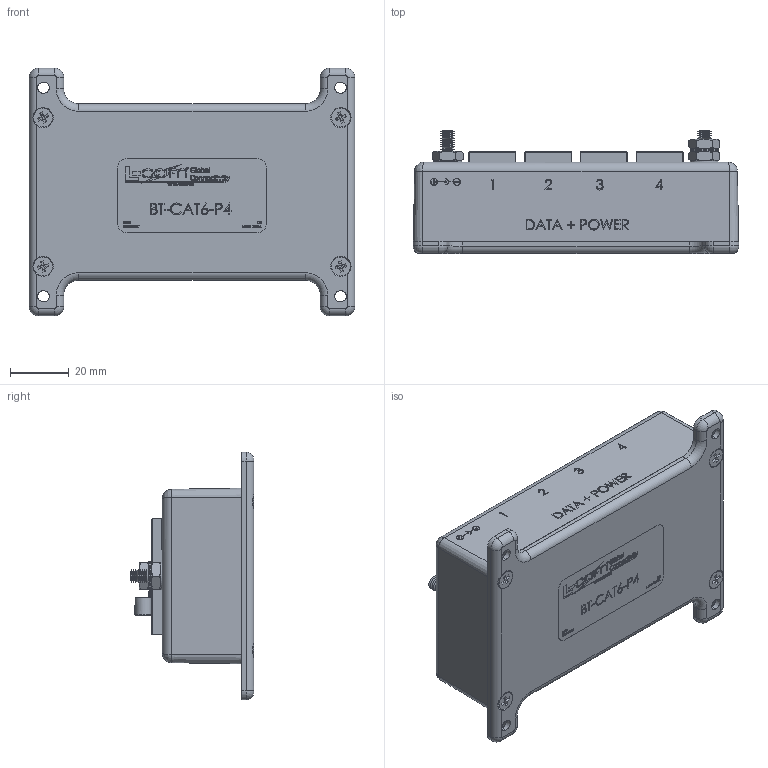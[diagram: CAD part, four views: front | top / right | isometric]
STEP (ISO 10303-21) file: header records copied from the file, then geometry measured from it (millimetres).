
FILE_DESCRIPTION (( 'STEP AP214' ), '1' );
FILE_NAME ('BT-CAT6-P4.STEP', '2018-01-08T15:42:25', ( '' ), ( '' ), 'SwSTEP 2.0', 'SolidWorks 2014', '' );
FILE_SCHEMA (( 'AUTOMOTIVE_DESIGN' ));
Length unit declared in the file: inch
Products named in the file (10): XCT-0005; XFN-0003; XFW-0002; HYP346 rev1; XMH-0016; XF377-01; 1AT02-018_WITH TEXT; BT-CAT6-P4; XFS-0039; BT-CAT6-P4-MA1_BT-CAT6-P4
Assembly tree (20 placements, depth 2):
  BT-CAT6-P4
    1AT02-018_WITH TEXT
    XF377-01
    XMH-0016  x2
    HYP346 rev1
    XFW-0002  x4
    XFN-0003  x5
    XCT-0005
    BT-CAT6-P4-MA1_BT-CAT6-P4
    XFS-0039  x4
Bounding box: 111.15 x 42.16 x 84.58 mm (x, y, z)
Volume: 80382.2 mm3; surface area: 75758.9 mm2
Topology: 20 solids, 20 shells, 2853 faces, 7129 edges, 4573 vertices
Faces by surface type: plane 1397, cylinder 518, bspline 477, cone 398, torus 63
Full cylindrical faces by diameter (mm): 0.61 x8, 0.738 x1, 0.762 x72, 1.372 x16, 2.032 x1, 2.323 x2, 2.989 x16, 3.048 x8, 3.175 x4, 3.251 x4, 3.252 x4, 3.607 x1, 3.708 x4, 4.674 x2, 5.004 x1, 5.105 x4, 5.639 x1, 6.35 x1, 6.934 x8, 9.525 x4, 10.465 x2
Entity records: 112472 total; most frequent: CARTESIAN_POINT 38496, ORIENTED_EDGE 11044, DIRECTION 9121, EDGE_CURVE 5522, VERTEX_POINT 3766, VECTOR 3583, LINE 3583, EDGE_LOOP 2968
